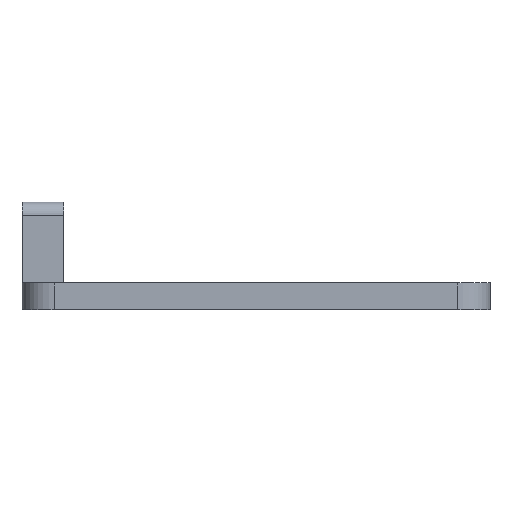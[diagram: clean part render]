
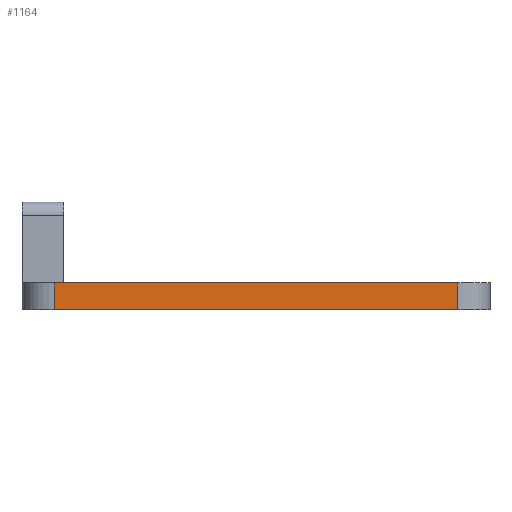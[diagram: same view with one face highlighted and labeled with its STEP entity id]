
A CAD part, front view. The second image highlights one B-rep face of the part: STEP entity #1164.
In plain terms, the highlighted face is planar.
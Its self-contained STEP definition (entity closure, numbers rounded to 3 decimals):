
#196 = EDGE_CURVE('',#197,#199,#201,.T.);
#197 = VERTEX_POINT('',#198);
#198 = CARTESIAN_POINT('',(0.,2.4,0.));
#199 = VERTEX_POINT('',#200);
#200 = CARTESIAN_POINT('',(30.,2.4,0.));
#201 = LINE('',#202,#203);
#202 = CARTESIAN_POINT('',(0.,2.4,0.));
#203 = VECTOR('',#204,1.);
#204 = DIRECTION('',(1.,0.,0.));
#670 = EDGE_CURVE('',#671,#673,#675,.T.);
#671 = VERTEX_POINT('',#672);
#672 = CARTESIAN_POINT('',(0.,2.4,-2.));
#673 = VERTEX_POINT('',#674);
#674 = CARTESIAN_POINT('',(30.,2.4,-2.));
#675 = LINE('',#676,#677);
#676 = CARTESIAN_POINT('',(0.,2.4,-2.));
#677 = VECTOR('',#678,1.);
#678 = DIRECTION('',(1.,0.,0.));
#1164 = ADVANCED_FACE('',(#1165),#1181,.F.);
#1165 = FACE_BOUND('',#1166,.F.);
#1166 = EDGE_LOOP('',(#1167,#1173,#1174,#1180));
#1167 = ORIENTED_EDGE('',*,*,#1168,.T.);
#1168 = EDGE_CURVE('',#197,#671,#1169,.T.);
#1169 = LINE('',#1170,#1171);
#1170 = CARTESIAN_POINT('',(0.,2.4,0.));
#1171 = VECTOR('',#1172,1.);
#1172 = DIRECTION('',(-0.,-0.,-1.));
#1173 = ORIENTED_EDGE('',*,*,#670,.T.);
#1174 = ORIENTED_EDGE('',*,*,#1175,.F.);
#1175 = EDGE_CURVE('',#199,#673,#1176,.T.);
#1176 = LINE('',#1177,#1178);
#1177 = CARTESIAN_POINT('',(30.,2.4,0.));
#1178 = VECTOR('',#1179,1.);
#1179 = DIRECTION('',(-0.,-0.,-1.));
#1180 = ORIENTED_EDGE('',*,*,#196,.F.);
#1181 = PLANE('',#1182);
#1182 = AXIS2_PLACEMENT_3D('',#1183,#1184,#1185);
#1183 = CARTESIAN_POINT('',(0.,2.4,0.));
#1184 = DIRECTION('',(0.,-1.,0.));
#1185 = DIRECTION('',(1.,0.,0.));
